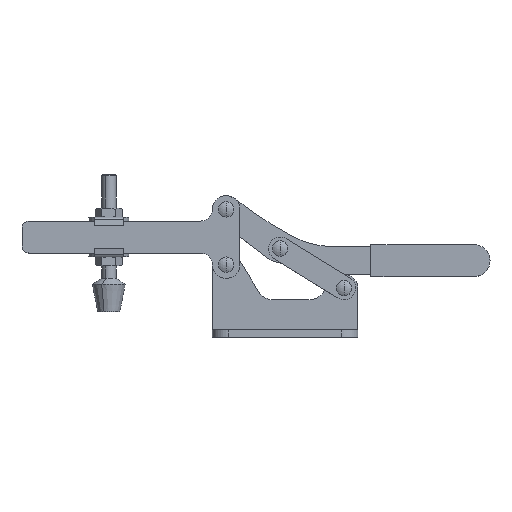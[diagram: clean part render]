
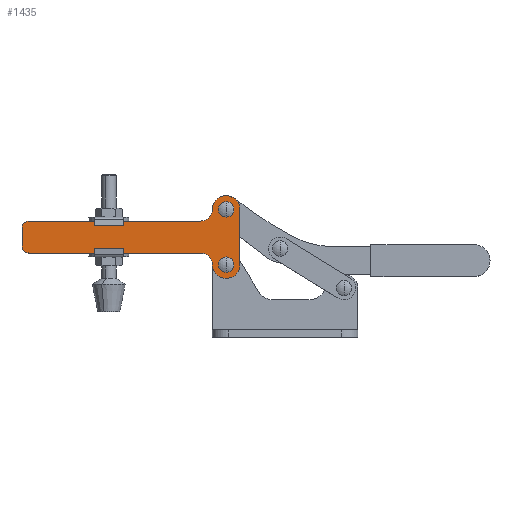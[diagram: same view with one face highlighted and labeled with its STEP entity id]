
A CAD part, top view. The second image highlights one B-rep face of the part: STEP entity #1435.
In plain terms, the highlighted planar face has unit normal (0, 0, 1).
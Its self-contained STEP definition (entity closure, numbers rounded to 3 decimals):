
#88 = VERTEX_POINT ( 'NONE', #1716 ) ;
#203 = CARTESIAN_POINT ( 'NONE',  ( 7.5, 35.386, 4. ) ) ;
#270 = LINE ( 'NONE', #842, #4358 ) ;
#359 = EDGE_CURVE ( 'NONE', #4088, #88, #1564, .T. ) ;
#521 = AXIS2_PLACEMENT_3D ( 'NONE', #1189, #1171, #1162 ) ;
#534 = CIRCLE ( 'NONE', #8779, 4. ) ;
#605 = AXIS2_PLACEMENT_3D ( 'NONE', #7215, #7230, #7258 ) ;
#754 = CIRCLE ( 'NONE', #3230, 4.214 ) ;
#842 = CARTESIAN_POINT ( 'NONE',  ( -140.932, 45.95, 4. ) ) ;
#972 = CARTESIAN_POINT ( 'NONE',  ( 15., 39.6, 4. ) ) ;
#995 = CIRCLE ( 'NONE', #605, 4.214 ) ;
#1060 = CARTESIAN_POINT ( 'NONE',  ( -6.499, 63.45, 4. ) ) ;
#1162 = DIRECTION ( 'NONE',  ( -1., 0., 0. ) ) ;
#1171 = DIRECTION ( 'NONE',  ( 0., 0., -1. ) ) ;
#1185 = EDGE_CURVE ( 'NONE', #2870, #1210, #6898, .T. ) ;
#1189 = CARTESIAN_POINT ( 'NONE',  ( 7.5, 39.6, 4. ) ) ;
#1210 = VERTEX_POINT ( 'NONE', #7546 ) ;
#1364 = ORIENTED_EDGE ( 'NONE', *, *, #6970, .T. ) ;
#1411 = FACE_OUTER_BOUND ( 'NONE', #3011, .T. ) ;
#1435 = ADVANCED_FACE ( 'NONE', ( #5191, #7085, #1411 ), #4740, .F. ) ;
#1564 = CIRCLE ( 'NONE', #521, 7.5 ) ;
#1716 = CARTESIAN_POINT ( 'NONE',  ( 0., 39.52, 4. ) ) ;
#1759 = EDGE_CURVE ( 'NONE', #6002, #1929, #4277, .T. ) ;
#1814 = CIRCLE ( 'NONE', #5026, 4.214 ) ;
#1929 = VERTEX_POINT ( 'NONE', #5866 ) ;
#1933 = DIRECTION ( 'NONE',  ( 0., 1., 0. ) ) ;
#1940 = DIRECTION ( 'NONE',  ( 0., 0., 1. ) ) ;
#1971 = CARTESIAN_POINT ( 'NONE',  ( 7.5, 69.8, 4. ) ) ;
#2088 = ORIENTED_EDGE ( 'NONE', *, *, #2934, .F. ) ;
#2192 = VERTEX_POINT ( 'NONE', #2466 ) ;
#2349 = VERTEX_POINT ( 'NONE', #203 ) ;
#2466 = CARTESIAN_POINT ( 'NONE',  ( -104., 49.95, 4. ) ) ;
#2593 = CIRCLE ( 'NONE', #7878, 4. ) ;
#2595 = VERTEX_POINT ( 'NONE', #3551 ) ;
#2708 = CARTESIAN_POINT ( 'NONE',  ( -6.499, 45.95, 4. ) ) ;
#2870 = VERTEX_POINT ( 'NONE', #6521 ) ;
#2934 = EDGE_CURVE ( 'NONE', #2349, #4718, #995, .T. ) ;
#2984 = EDGE_CURVE ( 'NONE', #2595, #6827, #754, .T. ) ;
#3011 = EDGE_LOOP ( 'NONE', ( #7422, #3909, #1364, #3446, #7945, #6027, #8588, #6645, #7431, #3087 ) ) ;
#3024 = VERTEX_POINT ( 'NONE', #7962 ) ;
#3087 = ORIENTED_EDGE ( 'NONE', *, *, #6173, .F. ) ;
#3230 = AXIS2_PLACEMENT_3D ( 'NONE', #7732, #7776, #7792 ) ;
#3275 = CARTESIAN_POINT ( 'NONE',  ( -104., 59.45, 4. ) ) ;
#3365 = DIRECTION ( 'NONE',  ( -1., 0., 0. ) ) ;
#3397 = DIRECTION ( 'NONE',  ( 0., 0., -1. ) ) ;
#3435 = CARTESIAN_POINT ( 'NONE',  ( -100., 59.45, 4. ) ) ;
#3446 = ORIENTED_EDGE ( 'NONE', *, *, #7828, .T. ) ;
#3498 = CIRCLE ( 'NONE', #6326, 6.5 ) ;
#3551 = CARTESIAN_POINT ( 'NONE',  ( 7.5, 74.014, 4. ) ) ;
#3612 = LINE ( 'NONE', #4299, #5296 ) ;
#3909 = ORIENTED_EDGE ( 'NONE', *, *, #6157, .F. ) ;
#3917 = DIRECTION ( 'NONE',  ( -1., 0., 0. ) ) ;
#3934 = DIRECTION ( 'NONE',  ( 0., 0., -1. ) ) ;
#3943 = CARTESIAN_POINT ( 'NONE',  ( -6.499, 69.95, 4. ) ) ;
#4001 = DIRECTION ( 'NONE',  ( 0., 1., 0. ) ) ;
#4030 = DIRECTION ( 'NONE',  ( -1., 0., 0. ) ) ;
#4088 = VERTEX_POINT ( 'NONE', #972 ) ;
#4152 = DIRECTION ( 'NONE',  ( -1., 0., 0. ) ) ;
#4184 = DIRECTION ( 'NONE',  ( 0., 0., -1. ) ) ;
#4221 = CARTESIAN_POINT ( 'NONE',  ( -100., 49.95, 4. ) ) ;
#4277 = LINE ( 'NONE', #8390, #5869 ) ;
#4299 = CARTESIAN_POINT ( 'NONE',  ( -104., 54.355, 4. ) ) ;
#4327 = VERTEX_POINT ( 'NONE', #3275 ) ;
#4358 = VECTOR ( 'NONE', #9093, 1000. ) ;
#4467 = DIRECTION ( 'NONE',  ( 0., 0., -1. ) ) ;
#4718 = VERTEX_POINT ( 'NONE', #7442 ) ;
#4729 = CARTESIAN_POINT ( 'NONE',  ( -6.499, 39.45, 4. ) ) ;
#4740 = PLANE ( 'NONE',  #8170 ) ;
#4803 = VERTEX_POINT ( 'NONE', #2708 ) ;
#5018 = LINE ( 'NONE', #6701, #8476 ) ;
#5026 = AXIS2_PLACEMENT_3D ( 'NONE', #1971, #1940, #1933 ) ;
#5059 = DIRECTION ( 'NONE',  ( 0., 0., -1. ) ) ;
#5136 = DIRECTION ( 'NONE',  ( -1., 0., 0. ) ) ;
#5191 = FACE_BOUND ( 'NONE', #5911, .T. ) ;
#5296 = VECTOR ( 'NONE', #4001, 1000. ) ;
#5400 = EDGE_CURVE ( 'NONE', #2192, #4327, #3612, .T. ) ;
#5449 = ORIENTED_EDGE ( 'NONE', *, *, #2984, .F. ) ;
#5582 = AXIS2_PLACEMENT_3D ( 'NONE', #4729, #4467, #4030 ) ;
#5602 = EDGE_LOOP ( 'NONE', ( #7854, #2088 ) ) ;
#5777 = DIRECTION ( 'NONE',  ( 0., 1., 0. ) ) ;
#5805 = DIRECTION ( 'NONE',  ( 0., 0., 1. ) ) ;
#5856 = CARTESIAN_POINT ( 'NONE',  ( 7.5, 39.6, 4. ) ) ;
#5866 = CARTESIAN_POINT ( 'NONE',  ( -100., 63.45, 4. ) ) ;
#5869 = VECTOR ( 'NONE', #8900, 1000. ) ;
#5911 = EDGE_LOOP ( 'NONE', ( #5449, #8487 ) ) ;
#6002 = VERTEX_POINT ( 'NONE', #1060 ) ;
#6027 = ORIENTED_EDGE ( 'NONE', *, *, #7214, .T. ) ;
#6119 = CIRCLE ( 'NONE', #7489, 4.214 ) ;
#6157 = EDGE_CURVE ( 'NONE', #3024, #2192, #534, .T. ) ;
#6173 = EDGE_CURVE ( 'NONE', #4327, #1929, #2593, .T. ) ;
#6326 = AXIS2_PLACEMENT_3D ( 'NONE', #3943, #3934, #3917 ) ;
#6426 = CARTESIAN_POINT ( 'NONE',  ( -140.932, 54.355, 4. ) ) ;
#6451 = CARTESIAN_POINT ( 'NONE',  ( 7.5, 65.586, 4. ) ) ;
#6521 = CARTESIAN_POINT ( 'NONE',  ( 0., 69.88, 4. ) ) ;
#6645 = ORIENTED_EDGE ( 'NONE', *, *, #9038, .T. ) ;
#6693 = DIRECTION ( 'NONE',  ( 0., 1., 0. ) ) ;
#6701 = CARTESIAN_POINT ( 'NONE',  ( 15., 54.355, 4. ) ) ;
#6827 = VERTEX_POINT ( 'NONE', #6451 ) ;
#6898 = CIRCLE ( 'NONE', #7198, 7.5 ) ;
#6970 = EDGE_CURVE ( 'NONE', #3024, #4803, #270, .T. ) ;
#7085 = FACE_BOUND ( 'NONE', #5602, .T. ) ;
#7198 = AXIS2_PLACEMENT_3D ( 'NONE', #7466, #7478, #7516 ) ;
#7214 = EDGE_CURVE ( 'NONE', #4088, #1210, #5018, .T. ) ;
#7215 = CARTESIAN_POINT ( 'NONE',  ( 7.5, 39.6, 4. ) ) ;
#7230 = DIRECTION ( 'NONE',  ( 0., 0., 1. ) ) ;
#7258 = DIRECTION ( 'NONE',  ( 0., 1., 0. ) ) ;
#7318 = EDGE_CURVE ( 'NONE', #4718, #2349, #6119, .T. ) ;
#7422 = ORIENTED_EDGE ( 'NONE', *, *, #5400, .F. ) ;
#7431 = ORIENTED_EDGE ( 'NONE', *, *, #1759, .T. ) ;
#7442 = CARTESIAN_POINT ( 'NONE',  ( 7.5, 43.814, 4. ) ) ;
#7466 = CARTESIAN_POINT ( 'NONE',  ( 7.5, 69.8, 4. ) ) ;
#7478 = DIRECTION ( 'NONE',  ( 0., 0., -1. ) ) ;
#7489 = AXIS2_PLACEMENT_3D ( 'NONE', #5856, #5805, #5777 ) ;
#7516 = DIRECTION ( 'NONE',  ( -1., 0., 0. ) ) ;
#7546 = CARTESIAN_POINT ( 'NONE',  ( 15., 69.8, 4. ) ) ;
#7628 = EDGE_CURVE ( 'NONE', #6827, #2595, #1814, .T. ) ;
#7732 = CARTESIAN_POINT ( 'NONE',  ( 7.5, 69.8, 4. ) ) ;
#7776 = DIRECTION ( 'NONE',  ( 0., 0., 1. ) ) ;
#7792 = DIRECTION ( 'NONE',  ( 0., 1., 0. ) ) ;
#7828 = EDGE_CURVE ( 'NONE', #4803, #88, #8245, .T. ) ;
#7854 = ORIENTED_EDGE ( 'NONE', *, *, #7318, .F. ) ;
#7878 = AXIS2_PLACEMENT_3D ( 'NONE', #3435, #3397, #3365 ) ;
#7945 = ORIENTED_EDGE ( 'NONE', *, *, #359, .F. ) ;
#7962 = CARTESIAN_POINT ( 'NONE',  ( -100., 45.95, 4. ) ) ;
#8170 = AXIS2_PLACEMENT_3D ( 'NONE', #6426, #5059, #5136 ) ;
#8245 = CIRCLE ( 'NONE', #5582, 6.5 ) ;
#8390 = CARTESIAN_POINT ( 'NONE',  ( -140.932, 63.45, 4. ) ) ;
#8476 = VECTOR ( 'NONE', #6693, 1000. ) ;
#8487 = ORIENTED_EDGE ( 'NONE', *, *, #7628, .F. ) ;
#8588 = ORIENTED_EDGE ( 'NONE', *, *, #1185, .F. ) ;
#8779 = AXIS2_PLACEMENT_3D ( 'NONE', #4221, #4184, #4152 ) ;
#8900 = DIRECTION ( 'NONE',  ( -1., 0., 0. ) ) ;
#9038 = EDGE_CURVE ( 'NONE', #2870, #6002, #3498, .T. ) ;
#9093 = DIRECTION ( 'NONE',  ( 1., 0., 0. ) ) ;
